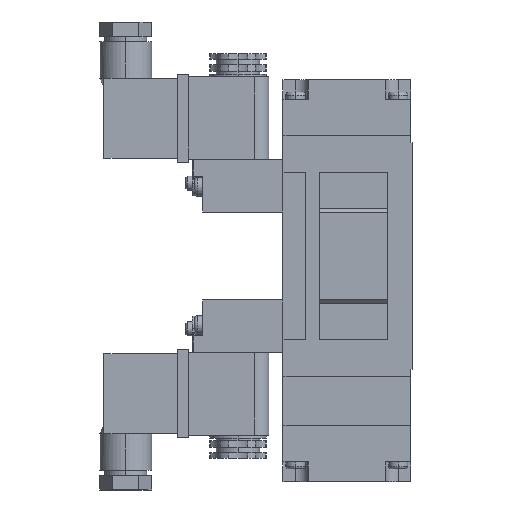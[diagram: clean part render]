
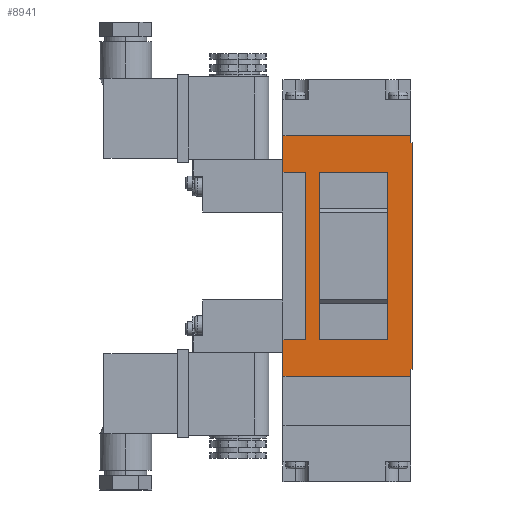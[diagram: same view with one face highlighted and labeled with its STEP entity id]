
A CAD part, left-side view. The second image highlights one B-rep face of the part: STEP entity #8941.
In plain terms, the highlighted planar face has unit normal (-1, 0, 0).
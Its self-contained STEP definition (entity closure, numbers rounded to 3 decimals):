
#162 = FACE_OUTER_BOUND ( 'NONE', #1417, .T. ) ;
#163 = FACE_BOUND ( 'NONE', #1449, .T. ) ;
#459 = LINE ( 'NONE', #9960, #460 ) ;
#460 = VECTOR ( 'NONE', #9959, 1000. ) ;
#461 = LINE ( 'NONE', #9957, #462 ) ;
#462 = VECTOR ( 'NONE', #9955, 1000. ) ;
#463 = LINE ( 'NONE', #9953, #464 ) ;
#464 = VECTOR ( 'NONE', #9952, 1000. ) ;
#465 = LINE ( 'NONE', #9950, #466 ) ;
#466 = VECTOR ( 'NONE', #9949, 1000. ) ;
#467 = LINE ( 'NONE', #9948, #468 ) ;
#468 = VECTOR ( 'NONE', #9947, 1000. ) ;
#469 = LINE ( 'NONE', #9945, #470 ) ;
#470 = VECTOR ( 'NONE', #9944, 1000. ) ;
#471 = LINE ( 'NONE', #9942, #472 ) ;
#472 = VECTOR ( 'NONE', #9940, 1000. ) ;
#473 = LINE ( 'NONE', #9939, #474 ) ;
#474 = VECTOR ( 'NONE', #9937, 1000. ) ;
#475 = LINE ( 'NONE', #9936, #476 ) ;
#476 = VECTOR ( 'NONE', #9935, 1000. ) ;
#477 = LINE ( 'NONE', #9934, #478 ) ;
#478 = VECTOR ( 'NONE', #9933, 1000. ) ;
#479 = LINE ( 'NONE', #9932, #480 ) ;
#480 = VECTOR ( 'NONE', #9931, 1000. ) ;
#481 = LINE ( 'NONE', #9929, #482 ) ;
#482 = VECTOR ( 'NONE', #9928, 1000. ) ;
#483 = LINE ( 'NONE', #9927, #484 ) ;
#484 = VECTOR ( 'NONE', #9926, 1000. ) ;
#485 = LINE ( 'NONE', #9924, #486 ) ;
#486 = VECTOR ( 'NONE', #9923, 1000. ) ;
#507 = LINE ( 'NONE', #9872, #508 ) ;
#508 = VECTOR ( 'NONE', #9871, 1000. ) ;
#1417 = EDGE_LOOP ( 'NONE', ( #2250, #2251, #2252, #2253, #2254, #2255, #2256, #2257, #2258, #2259, #2260, #2261 ) ) ;
#1449 = EDGE_LOOP ( 'NONE', ( #2262, #2263, #2264, #2265 ) ) ;
#2250 = ORIENTED_EDGE ( 'NONE', *, *, #14950, .F. ) ;
#2251 = ORIENTED_EDGE ( 'NONE', *, *, #14949, .T. ) ;
#2252 = ORIENTED_EDGE ( 'NONE', *, *, #14966, .F. ) ;
#2253 = ORIENTED_EDGE ( 'NONE', *, *, #14948, .F. ) ;
#2254 = ORIENTED_EDGE ( 'NONE', *, *, #14947, .F. ) ;
#2255 = ORIENTED_EDGE ( 'NONE', *, *, #15721, .F. ) ;
#2256 = ORIENTED_EDGE ( 'NONE', *, *, #14946, .T. ) ;
#2257 = ORIENTED_EDGE ( 'NONE', *, *, #14945, .F. ) ;
#2258 = ORIENTED_EDGE ( 'NONE', *, *, #14944, .F. ) ;
#2259 = ORIENTED_EDGE ( 'NONE', *, *, #14943, .T. ) ;
#2260 = ORIENTED_EDGE ( 'NONE', *, *, #14942, .T. ) ;
#2261 = ORIENTED_EDGE ( 'NONE', *, *, #14941, .T. ) ;
#2262 = ORIENTED_EDGE ( 'NONE', *, *, #14940, .F. ) ;
#2263 = ORIENTED_EDGE ( 'NONE', *, *, #14939, .T. ) ;
#2264 = ORIENTED_EDGE ( 'NONE', *, *, #14938, .T. ) ;
#2265 = ORIENTED_EDGE ( 'NONE', *, *, #14937, .F. ) ;
#4321 = CARTESIAN_POINT ( 'NONE',  ( -25.5, 23., 85.5 ) ) ;
#4322 = DIRECTION ( 'NONE',  ( 0., -1., 0. ) ) ;
#4776 = VERTEX_POINT ( 'NONE', #16362 ) ;
#5398 = CARTESIAN_POINT ( 'NONE',  ( -25.5, -22.5, 83. ) ) ;
#5399 = CARTESIAN_POINT ( 'NONE',  ( -25.5, -23., 2.5 ) ) ;
#5412 = CARTESIAN_POINT ( 'NONE',  ( -25.5, 23., 0. ) ) ;
#5416 = CARTESIAN_POINT ( 'NONE',  ( -25.5, -14.3, 72.5 ) ) ;
#5423 = CARTESIAN_POINT ( 'NONE',  ( -25.5, 15., 72.5 ) ) ;
#5424 = CARTESIAN_POINT ( 'NONE',  ( -25.5, 23., 72.5 ) ) ;
#5427 = CARTESIAN_POINT ( 'NONE',  ( -25.5, 23., 85.5 ) ) ;
#5444 = CARTESIAN_POINT ( 'NONE',  ( -25.5, -22.5, 2.5 ) ) ;
#5456 = CARTESIAN_POINT ( 'NONE',  ( -25.5, 10., 13. ) ) ;
#5462 = CARTESIAN_POINT ( 'NONE',  ( -25.5, 10., 72.5 ) ) ;
#5463 = CARTESIAN_POINT ( 'NONE',  ( -25.5, -23., 83. ) ) ;
#5468 = CARTESIAN_POINT ( 'NONE',  ( -25.5, 15., 13. ) ) ;
#5579 = CARTESIAN_POINT ( 'NONE',  ( -25.5, -14.3, 13. ) ) ;
#6038 = CARTESIAN_POINT ( 'NONE',  ( -25.5, -22.5, 0. ) ) ;
#6084 = CARTESIAN_POINT ( 'NONE',  ( -25.5, -22.5, 85.5 ) ) ;
#8540 = AXIS2_PLACEMENT_3D ( 'NONE', #10108, #10103, #10094 ) ;
#8941 = ADVANCED_FACE ( 'NONE', ( #162, #163 ), #10109, .F. ) ;
#9871 = DIRECTION ( 'NONE',  ( 0., 0., -1. ) ) ;
#9872 = CARTESIAN_POINT ( 'NONE',  ( -25.5, -23., 85.5 ) ) ;
#9923 = DIRECTION ( 'NONE',  ( 0., 0., -1. ) ) ;
#9924 = CARTESIAN_POINT ( 'NONE',  ( -25.5, -22.5, 0. ) ) ;
#9926 = DIRECTION ( 'NONE',  ( 0., -1., 0. ) ) ;
#9927 = CARTESIAN_POINT ( 'NONE',  ( -25.5, -22.5, 2.5 ) ) ;
#9928 = DIRECTION ( 'NONE',  ( 0., -1., 0. ) ) ;
#9929 = CARTESIAN_POINT ( 'NONE',  ( -25.5, -22.5, 83. ) ) ;
#9931 = DIRECTION ( 'NONE',  ( 0., 0., -1. ) ) ;
#9932 = CARTESIAN_POINT ( 'NONE',  ( -25.5, -22.5, 85.5 ) ) ;
#9933 = DIRECTION ( 'NONE',  ( 0., 0., -1. ) ) ;
#9934 = CARTESIAN_POINT ( 'NONE',  ( -25.5, 23., 85.5 ) ) ;
#9935 = DIRECTION ( 'NONE',  ( 0., 1., 0. ) ) ;
#9936 = CARTESIAN_POINT ( 'NONE',  ( -25.5, 15., 72.5 ) ) ;
#9937 = DIRECTION ( 'NONE',  ( 0., 0., 1. ) ) ;
#9939 = CARTESIAN_POINT ( 'NONE',  ( -25.5, 15., 13. ) ) ;
#9940 = DIRECTION ( 'NONE',  ( 0., 1., 0. ) ) ;
#9942 = CARTESIAN_POINT ( 'NONE',  ( -25.5, 15., 13. ) ) ;
#9944 = DIRECTION ( 'NONE',  ( 0., 0., -1. ) ) ;
#9945 = CARTESIAN_POINT ( 'NONE',  ( -25.5, 23., 85.5 ) ) ;
#9947 = DIRECTION ( 'NONE',  ( 0., -1., 0. ) ) ;
#9948 = CARTESIAN_POINT ( 'NONE',  ( -25.5, 23., 0. ) ) ;
#9949 = DIRECTION ( 'NONE',  ( 0., 0., 1. ) ) ;
#9950 = CARTESIAN_POINT ( 'NONE',  ( -25.5, -14.3, 13. ) ) ;
#9952 = DIRECTION ( 'NONE',  ( 0., 1., 0. ) ) ;
#9953 = CARTESIAN_POINT ( 'NONE',  ( -25.5, -14.3, 13. ) ) ;
#9955 = DIRECTION ( 'NONE',  ( 0., 0., 1. ) ) ;
#9957 = CARTESIAN_POINT ( 'NONE',  ( -25.5, 10., 13. ) ) ;
#9959 = DIRECTION ( 'NONE',  ( 0., 1., 0. ) ) ;
#9960 = CARTESIAN_POINT ( 'NONE',  ( -25.5, -14.3, 72.5 ) ) ;
#10094 = DIRECTION ( 'NONE',  ( 0., 1., 0. ) ) ;
#10103 = DIRECTION ( 'NONE',  ( 1., 0., 0. ) ) ;
#10108 = CARTESIAN_POINT ( 'NONE',  ( -25.5, 23., 85.5 ) ) ;
#10109 = PLANE ( 'NONE',  #8540 ) ;
#14446 = LINE ( 'NONE', #4321, #14447 ) ;
#14447 = VECTOR ( 'NONE', #4322, 1000. ) ;
#14937 = EDGE_CURVE ( 'NONE', #16927, #17149, #459, .T. ) ;
#14938 = EDGE_CURVE ( 'NONE', #17131, #17149, #461, .T. ) ;
#14939 = EDGE_CURVE ( 'NONE', #18117, #17131, #463, .T. ) ;
#14940 = EDGE_CURVE ( 'NONE', #18117, #16927, #465, .T. ) ;
#14941 = EDGE_CURVE ( 'NONE', #16912, #18576, #467, .T. ) ;
#14942 = EDGE_CURVE ( 'NONE', #4776, #16912, #469, .T. ) ;
#14943 = EDGE_CURVE ( 'NONE', #17164, #4776, #471, .T. ) ;
#14944 = EDGE_CURVE ( 'NONE', #17164, #17014, #473, .T. ) ;
#14945 = EDGE_CURVE ( 'NONE', #17014, #17015, #475, .T. ) ;
#14946 = EDGE_CURVE ( 'NONE', #17026, #17015, #477, .T. ) ;
#14947 = EDGE_CURVE ( 'NONE', #18622, #16873, #479, .T. ) ;
#14948 = EDGE_CURVE ( 'NONE', #16873, #17153, #481, .T. ) ;
#14949 = EDGE_CURVE ( 'NONE', #17098, #16877, #483, .T. ) ;
#14950 = EDGE_CURVE ( 'NONE', #17098, #18576, #485, .T. ) ;
#14966 = EDGE_CURVE ( 'NONE', #17153, #16877, #507, .T. ) ;
#15721 = EDGE_CURVE ( 'NONE', #17026, #18622, #14446, .T. ) ;
#16362 = CARTESIAN_POINT ( 'NONE',  ( -25.5, 23., 13. ) ) ;
#16873 = VERTEX_POINT ( 'NONE', #5398 ) ;
#16877 = VERTEX_POINT ( 'NONE', #5399 ) ;
#16912 = VERTEX_POINT ( 'NONE', #5412 ) ;
#16927 = VERTEX_POINT ( 'NONE', #5416 ) ;
#17014 = VERTEX_POINT ( 'NONE', #5423 ) ;
#17015 = VERTEX_POINT ( 'NONE', #5424 ) ;
#17026 = VERTEX_POINT ( 'NONE', #5427 ) ;
#17098 = VERTEX_POINT ( 'NONE', #5444 ) ;
#17131 = VERTEX_POINT ( 'NONE', #5456 ) ;
#17149 = VERTEX_POINT ( 'NONE', #5462 ) ;
#17153 = VERTEX_POINT ( 'NONE', #5463 ) ;
#17164 = VERTEX_POINT ( 'NONE', #5468 ) ;
#18117 = VERTEX_POINT ( 'NONE', #5579 ) ;
#18576 = VERTEX_POINT ( 'NONE', #6038 ) ;
#18622 = VERTEX_POINT ( 'NONE', #6084 ) ;
